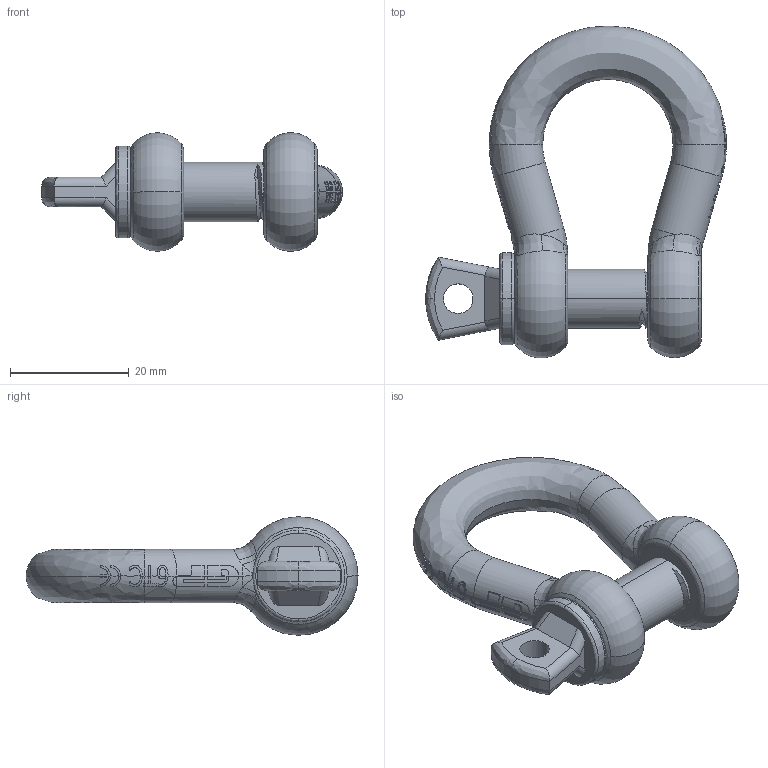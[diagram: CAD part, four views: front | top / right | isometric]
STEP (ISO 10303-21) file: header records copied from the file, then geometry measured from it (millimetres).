
FILE_DESCRIPTION(('STEP AP214'),'1');
FILE_NAME('gpghbb08.stp','2017-03-31T06:01:09',('TraceParts'),('TraceParts S.A.'),'Spatial InterOp 3D',' ',' ');
FILE_SCHEMA(('automotive_design'));
Length unit declared in the file: millimetre
Products named in the file (2): gpghbb08_1; gpghbb08_2
Bounding box: 50.75 x 56 x 20 mm (x, y, z)
Volume: 12332.9 mm3; surface area: 6680.1 mm2
Topology: 2 solids, 2 shells, 359 faces, 1024 edges, 646 vertices
Faces by surface type: bspline 165, plane 106, cylinder 78, torus 7, cone 3
Entity records: 20880 total; most frequent: CARTESIAN_POINT 13222, ORIENTED_EDGE 1996, DIRECTION 1032, EDGE_CURVE 998, VERTEX_POINT 646, B_SPLINE_CURVE_WITH_KNOTS 413, EDGE_LOOP 368, AXIS2_PLACEMENT_3D 359
